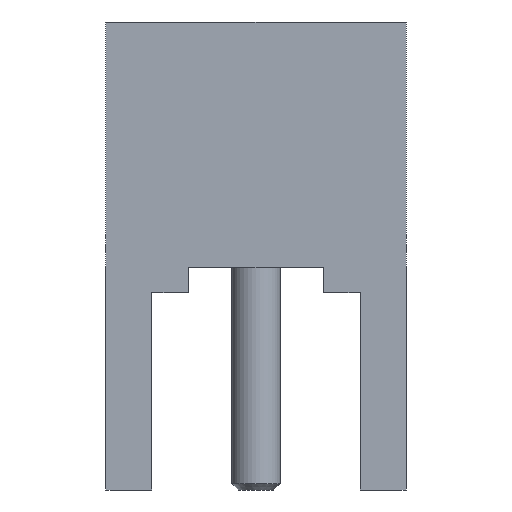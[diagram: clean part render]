
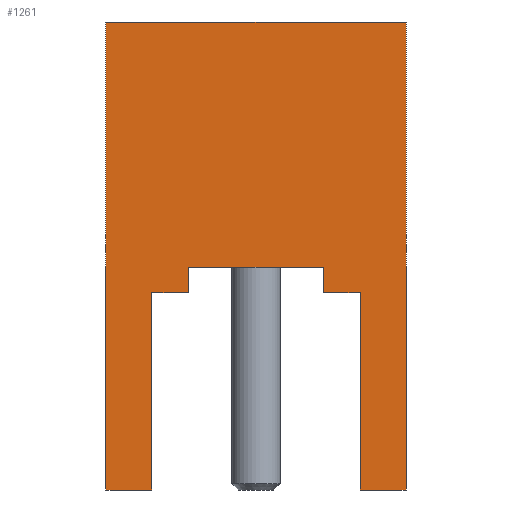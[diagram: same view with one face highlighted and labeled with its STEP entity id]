
A CAD part, front view. The second image highlights one B-rep face of the part: STEP entity #1261.
In plain terms, the highlighted planar face has unit normal (0, -1, 0).
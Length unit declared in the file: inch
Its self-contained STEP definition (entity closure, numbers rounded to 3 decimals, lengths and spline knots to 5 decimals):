
#14 = DIRECTION ( 'NONE',  ( 0., 0., 1. ) ) ;
#21 = VECTOR ( 'NONE', #1679, 39.37008 ) ;
#67 = EDGE_CURVE ( 'NONE', #644, #86, #1307, .T. ) ;
#86 = VERTEX_POINT ( 'NONE', #685 ) ;
#113 = VERTEX_POINT ( 'NONE', #663 ) ;
#145 = VECTOR ( 'NONE', #1811, 39.37008 ) ;
#262 = ORIENTED_EDGE ( 'NONE', *, *, #1003, .F. ) ;
#281 = VECTOR ( 'NONE', #1846, 39.37008 ) ;
#318 = CARTESIAN_POINT ( 'NONE',  ( 0.082, -0.118, -0.368 ) ) ;
#347 = PLANE ( 'NONE',  #1623 ) ;
#353 = EDGE_CURVE ( 'NONE', #1493, #753, #610, .T. ) ;
#371 = ORIENTED_EDGE ( 'NONE', *, *, #1364, .F. ) ;
#375 = ORIENTED_EDGE ( 'NONE', *, *, #2144, .F. ) ;
#391 = CARTESIAN_POINT ( 'NONE',  ( 0.118, -0.118, 0. ) ) ;
#409 = VECTOR ( 'NONE', #1174, 39.37008 ) ;
#423 = DIRECTION ( 'NONE',  ( 1., 0., 0. ) ) ;
#447 = CARTESIAN_POINT ( 'NONE',  ( -0.082, -0.118, -0.213 ) ) ;
#465 = VECTOR ( 'NONE', #1478, 39.37008 ) ;
#470 = CARTESIAN_POINT ( 'NONE',  ( -0.118, -0.118, 0. ) ) ;
#484 = LINE ( 'NONE', #1162, #21 ) ;
#510 = LINE ( 'NONE', #1134, #145 ) ;
#554 = EDGE_CURVE ( 'NONE', #644, #113, #986, .T. ) ;
#578 = VECTOR ( 'NONE', #423, 39.37008 ) ;
#596 = CARTESIAN_POINT ( 'NONE',  ( -0.082, -0.118, -0.368 ) ) ;
#599 = VERTEX_POINT ( 'NONE', #1029 ) ;
#610 = LINE ( 'NONE', #470, #1673 ) ;
#615 = CARTESIAN_POINT ( 'NONE',  ( 0.082, -0.118, -0.368 ) ) ;
#639 = DIRECTION ( 'NONE',  ( 0., 0., 1. ) ) ;
#644 = VERTEX_POINT ( 'NONE', #1085 ) ;
#663 = CARTESIAN_POINT ( 'NONE',  ( 0.082, -0.118, -0.213 ) ) ;
#685 = CARTESIAN_POINT ( 'NONE',  ( 0.053, -0.118, -0.193 ) ) ;
#687 = ORIENTED_EDGE ( 'NONE', *, *, #1405, .T. ) ;
#690 = CARTESIAN_POINT ( 'NONE',  ( -0.118, -0.118, 0. ) ) ;
#753 = VERTEX_POINT ( 'NONE', #391 ) ;
#810 = VERTEX_POINT ( 'NONE', #447 ) ;
#831 = CARTESIAN_POINT ( 'NONE',  ( 0.118, -0.118, -0.193 ) ) ;
#833 = VERTEX_POINT ( 'NONE', #596 ) ;
#877 = DIRECTION ( 'NONE',  ( 0., -1., 0. ) ) ;
#937 = CARTESIAN_POINT ( 'NONE',  ( -0.118, -0.118, -0.368 ) ) ;
#980 = DIRECTION ( 'NONE',  ( 0., 0., 1. ) ) ;
#981 = VERTEX_POINT ( 'NONE', #1000 ) ;
#986 = LINE ( 'NONE', #2170, #409 ) ;
#1000 = CARTESIAN_POINT ( 'NONE',  ( -0.053, -0.118, -0.193 ) ) ;
#1003 = EDGE_CURVE ( 'NONE', #981, #1498, #484, .T. ) ;
#1029 = CARTESIAN_POINT ( 'NONE',  ( -0.118, -0.118, -0.368 ) ) ;
#1085 = CARTESIAN_POINT ( 'NONE',  ( 0.053, -0.118, -0.213 ) ) ;
#1113 = ORIENTED_EDGE ( 'NONE', *, *, #554, .T. ) ;
#1119 = DIRECTION ( 'NONE',  ( -1., 0., 0. ) ) ;
#1126 = LINE ( 'NONE', #1283, #2086 ) ;
#1134 = CARTESIAN_POINT ( 'NONE',  ( 0.118, -0.118, -0.213 ) ) ;
#1136 = EDGE_CURVE ( 'NONE', #1275, #1717, #2123, .T. ) ;
#1162 = CARTESIAN_POINT ( 'NONE',  ( -0.053, -0.118, -0.213 ) ) ;
#1167 = CARTESIAN_POINT ( 'NONE',  ( -0.118, -0.118, -0.213 ) ) ;
#1174 = DIRECTION ( 'NONE',  ( 1., 0., 0. ) ) ;
#1233 = CARTESIAN_POINT ( 'NONE',  ( 0.118, -0.118, -0.368 ) ) ;
#1250 = VECTOR ( 'NONE', #14, 39.37008 ) ;
#1261 = ADVANCED_FACE ( 'NONE', ( #1879 ), #347, .T. ) ;
#1275 = VERTEX_POINT ( 'NONE', #1233 ) ;
#1283 = CARTESIAN_POINT ( 'NONE',  ( -0.082, -0.118, -0.368 ) ) ;
#1293 = LINE ( 'NONE', #937, #465 ) ;
#1294 = CARTESIAN_POINT ( 'NONE',  ( 0.118, -0.118, -0.368 ) ) ;
#1307 = LINE ( 'NONE', #1824, #1437 ) ;
#1345 = CARTESIAN_POINT ( 'NONE',  ( -0.053, -0.118, -0.213 ) ) ;
#1349 = EDGE_CURVE ( 'NONE', #810, #1498, #1466, .T. ) ;
#1364 = EDGE_CURVE ( 'NONE', #833, #599, #1293, .T. ) ;
#1396 = ORIENTED_EDGE ( 'NONE', *, *, #1847, .F. ) ;
#1405 = EDGE_CURVE ( 'NONE', #833, #810, #1126, .T. ) ;
#1437 = VECTOR ( 'NONE', #980, 39.37008 ) ;
#1458 = VECTOR ( 'NONE', #1119, 39.37008 ) ;
#1461 = VECTOR ( 'NONE', #1496, 39.37008 ) ;
#1466 = LINE ( 'NONE', #2120, #578 ) ;
#1478 = DIRECTION ( 'NONE',  ( -1., 0., 0. ) ) ;
#1493 = VERTEX_POINT ( 'NONE', #690 ) ;
#1496 = DIRECTION ( 'NONE',  ( 0., 0., 1. ) ) ;
#1498 = VERTEX_POINT ( 'NONE', #1345 ) ;
#1516 = CARTESIAN_POINT ( 'NONE',  ( -0.118, -0.118, -0.213 ) ) ;
#1526 = DIRECTION ( 'NONE',  ( 0., 0., -1. ) ) ;
#1565 = ORIENTED_EDGE ( 'NONE', *, *, #353, .F. ) ;
#1623 = AXIS2_PLACEMENT_3D ( 'NONE', #1516, #877, #1526 ) ;
#1632 = DIRECTION ( 'NONE',  ( 1., 0., 0. ) ) ;
#1635 = LINE ( 'NONE', #831, #281 ) ;
#1636 = ORIENTED_EDGE ( 'NONE', *, *, #67, .F. ) ;
#1639 = EDGE_LOOP ( 'NONE', ( #1636, #1113, #1396, #2128, #2096, #1565, #1732, #371, #687, #2012, #262, #375 ) ) ;
#1673 = VECTOR ( 'NONE', #1632, 39.37008 ) ;
#1679 = DIRECTION ( 'NONE',  ( 0., 0., -1. ) ) ;
#1717 = VERTEX_POINT ( 'NONE', #615 ) ;
#1732 = ORIENTED_EDGE ( 'NONE', *, *, #1859, .F. ) ;
#1811 = DIRECTION ( 'NONE',  ( 0., 0., 1. ) ) ;
#1824 = CARTESIAN_POINT ( 'NONE',  ( 0.053, -0.118, -0.213 ) ) ;
#1846 = DIRECTION ( 'NONE',  ( -1., 0., 0. ) ) ;
#1847 = EDGE_CURVE ( 'NONE', #1717, #113, #1850, .T. ) ;
#1850 = LINE ( 'NONE', #318, #1461 ) ;
#1859 = EDGE_CURVE ( 'NONE', #599, #1493, #2006, .T. ) ;
#1879 = FACE_OUTER_BOUND ( 'NONE', #1639, .T. ) ;
#1912 = EDGE_CURVE ( 'NONE', #1275, #753, #510, .T. ) ;
#2006 = LINE ( 'NONE', #1167, #1250 ) ;
#2012 = ORIENTED_EDGE ( 'NONE', *, *, #1349, .T. ) ;
#2086 = VECTOR ( 'NONE', #639, 39.37008 ) ;
#2096 = ORIENTED_EDGE ( 'NONE', *, *, #1912, .T. ) ;
#2120 = CARTESIAN_POINT ( 'NONE',  ( -0.118, -0.118, -0.213 ) ) ;
#2123 = LINE ( 'NONE', #1294, #1458 ) ;
#2128 = ORIENTED_EDGE ( 'NONE', *, *, #1136, .F. ) ;
#2144 = EDGE_CURVE ( 'NONE', #86, #981, #1635, .T. ) ;
#2170 = CARTESIAN_POINT ( 'NONE',  ( -0.118, -0.118, -0.213 ) ) ;
